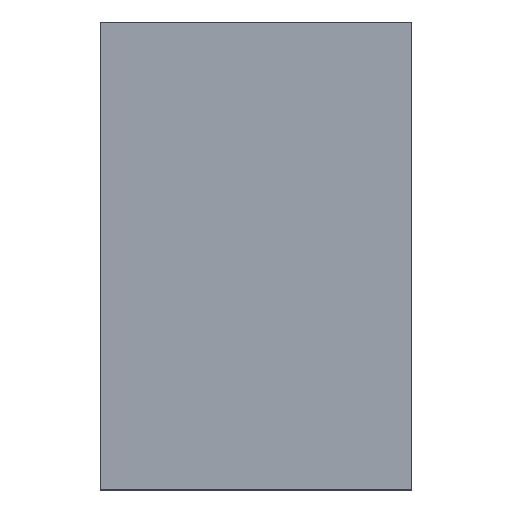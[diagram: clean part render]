
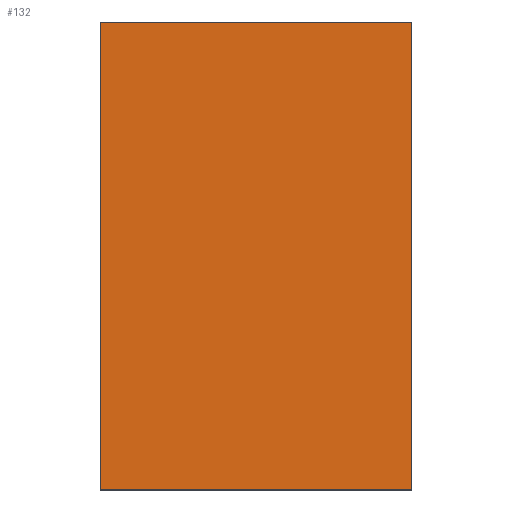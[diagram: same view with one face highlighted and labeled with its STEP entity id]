
A CAD part, top view. The second image highlights one B-rep face of the part: STEP entity #132.
In plain terms, the highlighted planar face has unit normal (0, 0, 1).
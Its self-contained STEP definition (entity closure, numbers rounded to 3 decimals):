
#132 = ADVANCED_FACE ( 'NONE', ( #951 ), #2534, .T. ) ;
#324 = CARTESIAN_POINT ( 'NONE',  ( -56.626, -268.712, 80. ) ) ;
#497 = EDGE_LOOP ( 'NONE', ( #826, #655, #2592, #1538 ) ) ;
#518 = LINE ( 'NONE', #4969, #1575 ) ;
#634 = LINE ( 'NONE', #4185, #3630 ) ;
#655 = ORIENTED_EDGE ( 'NONE', *, *, #2997, .T. ) ;
#826 = ORIENTED_EDGE ( 'NONE', *, *, #3146, .T. ) ;
#949 = VECTOR ( 'NONE', #2232, 1000. ) ;
#951 = FACE_OUTER_BOUND ( 'NONE', #497, .T. ) ;
#1055 = CARTESIAN_POINT ( 'NONE',  ( -56.626, 31.288, 80. ) ) ;
#1070 = LINE ( 'NONE', #1055, #949 ) ;
#1238 = EDGE_CURVE ( 'NONE', #3487, #5023, #518, .T. ) ;
#1494 = CARTESIAN_POINT ( 'NONE',  ( -56.626, 31.288, 80. ) ) ;
#1538 = ORIENTED_EDGE ( 'NONE', *, *, #1668, .T. ) ;
#1575 = VECTOR ( 'NONE', #2606, 1000. ) ;
#1668 = EDGE_CURVE ( 'NONE', #5023, #4279, #634, .T. ) ;
#1694 = CARTESIAN_POINT ( 'NONE',  ( 143.374, -268.712, 80. ) ) ;
#1770 = DIRECTION ( 'NONE',  ( 1., 0., 0. ) ) ;
#1857 = DIRECTION ( 'NONE',  ( -1., 0., 0. ) ) ;
#2232 = DIRECTION ( 'NONE',  ( 0., -1., 0. ) ) ;
#2289 = CARTESIAN_POINT ( 'NONE',  ( -56.626, -268.712, 80. ) ) ;
#2534 = PLANE ( 'NONE',  #2878 ) ;
#2592 = ORIENTED_EDGE ( 'NONE', *, *, #1238, .T. ) ;
#2606 = DIRECTION ( 'NONE',  ( 0., 1., 0. ) ) ;
#2878 = AXIS2_PLACEMENT_3D ( 'NONE', #4477, #4498, #1770 ) ;
#2997 = EDGE_CURVE ( 'NONE', #4305, #3487, #4815, .T. ) ;
#3146 = EDGE_CURVE ( 'NONE', #4279, #4305, #1070, .T. ) ;
#3487 = VERTEX_POINT ( 'NONE', #1694 ) ;
#3630 = VECTOR ( 'NONE', #1857, 1000. ) ;
#3893 = DIRECTION ( 'NONE',  ( 1., 0., 0. ) ) ;
#4185 = CARTESIAN_POINT ( 'NONE',  ( -56.626, 31.288, 80. ) ) ;
#4279 = VERTEX_POINT ( 'NONE', #1494 ) ;
#4305 = VERTEX_POINT ( 'NONE', #2289 ) ;
#4477 = CARTESIAN_POINT ( 'NONE',  ( 0., 0., 80. ) ) ;
#4490 = CARTESIAN_POINT ( 'NONE',  ( 143.374, 31.288, 80. ) ) ;
#4498 = DIRECTION ( 'NONE',  ( 0., 0., 1. ) ) ;
#4567 = VECTOR ( 'NONE', #3893, 1000. ) ;
#4815 = LINE ( 'NONE', #324, #4567 ) ;
#4969 = CARTESIAN_POINT ( 'NONE',  ( 143.374, 31.288, 80. ) ) ;
#5023 = VERTEX_POINT ( 'NONE', #4490 ) ;
